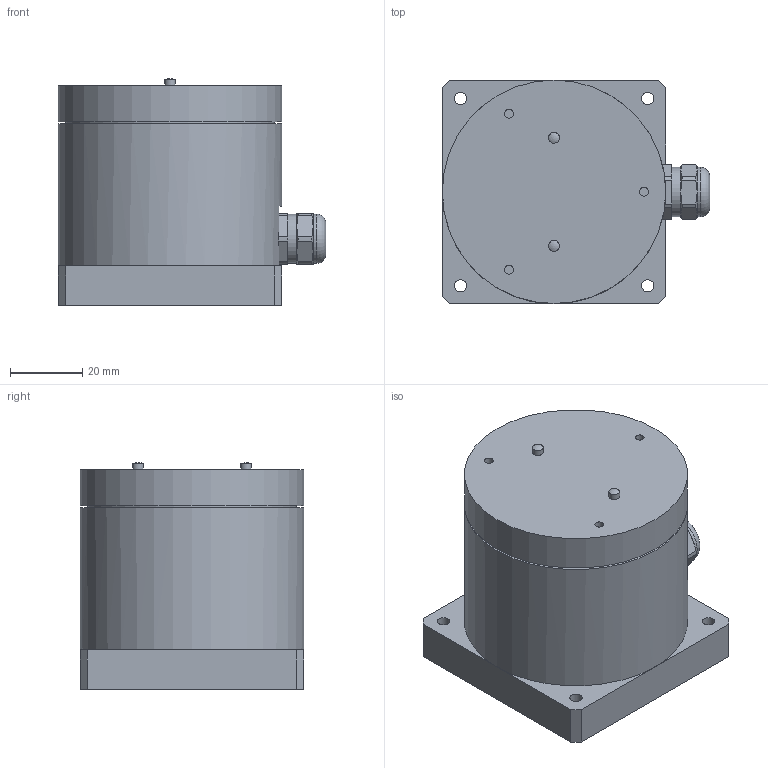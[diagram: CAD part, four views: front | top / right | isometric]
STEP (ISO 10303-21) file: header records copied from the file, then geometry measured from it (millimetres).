
FILE_DESCRIPTION(/* description */ (''),/* implementation_level */ '2;1');
FILE_NAME(/* name */ 'TE66 H sans trou central.stp',/* time_stamp */ '2021-03-04T08:31:20+01:00',/* author */ ('MIemmola'),/* organization */ (''),/* preprocessor_version */ 'ST-DEVELOPER v18.1',/* originating_system */ 'Autodesk Inventor 2021',/* authorisation */ '');
FILE_SCHEMA (('AUTOMOTIVE_DESIGN { 1 0 10303 214 3 1 1 }'));
Length unit declared in the file: millimetre
Products named in the file (1): 7252004_enveloppe_01_Shrinkwrap_2
Bounding box: 74.2 x 62 x 62.98 mm (x, y, z)
Volume: 115573.7 mm3; surface area: 49838.3 mm2
Topology: 17 solids, 17 shells, 365 faces, 1005 edges, 698 vertices
Faces by surface type: plane 173, cylinder 106, cone 72, torus 12, sphere 2
Full cylindrical faces by diameter (mm): 2.013 x10, 2.459 x9, 2.5 x10, 2.7 x5, 3 x4, 3.4 x4, 4 x5, 4.5 x5, 5 x10, 8 x1, 8.5 x1, 9 x1, 11.25 x1, 11.445 x1, 11.5 x1, 12 x2, 13.7 x2, 24 x1, 35 x1, 44.5 x1, 45 x1, 46.9 x1, 50.1 x1, 52 x1, 53 x2, 58 x1, 59 x1, 62 x2
Entity records: 12298 total; most frequent: CARTESIAN_POINT 2322, DIRECTION 2069, ORIENTED_EDGE 1960, EDGE_CURVE 980, AXIS2_PLACEMENT_3D 845, VERTEX_POINT 698, CIRCLE 479, EDGE_LOOP 472
